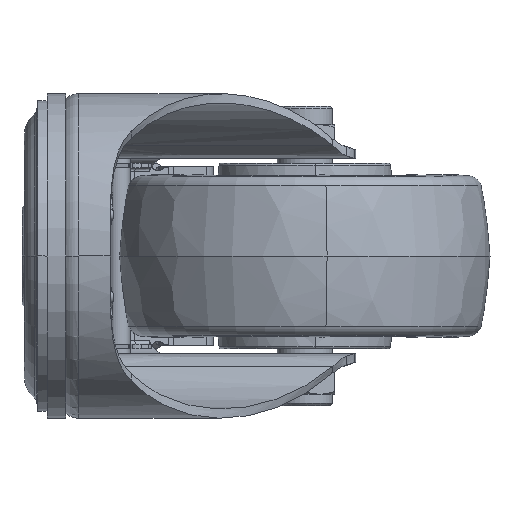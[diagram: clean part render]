
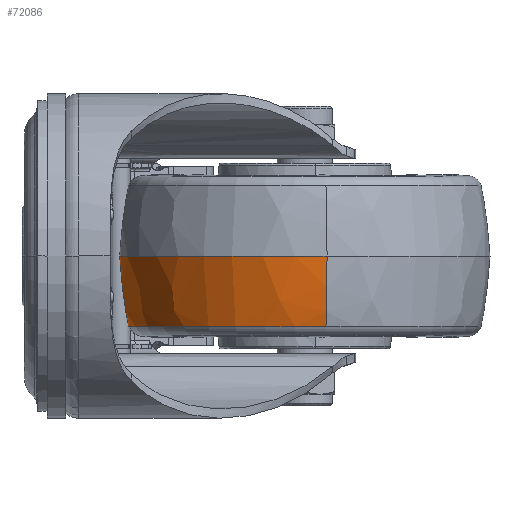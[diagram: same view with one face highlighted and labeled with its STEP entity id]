
A CAD part, left-side view. The second image highlights one B-rep face of the part: STEP entity #72086.
In plain terms, the highlighted free-form (B-spline) face has degree [3, 3] with [4, 4] control points.
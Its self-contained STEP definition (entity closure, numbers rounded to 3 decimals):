
#2143 = CARTESIAN_POINT ( 'NONE',  ( 77.567, -56.227, -6.975 ) ) ;
#8562 = CARTESIAN_POINT ( 'NONE',  ( 67.437, 21.279, -12.426 ) ) ;
#8914 = DIRECTION ( 'NONE',  ( -0.12, 0.993, 0. ) ) ;
#10230 = CARTESIAN_POINT ( 'NONE',  ( -1.567, -65.773, -6.975 ) ) ;
#10589 = CARTESIAN_POINT ( 'NONE',  ( -1.712, -65.791, 0. ) ) ;
#16222 = CARTESIAN_POINT ( 'NONE',  ( -8.9, 10.008, -15.292 ) ) ;
#16612 = CARTESIAN_POINT ( 'NONE',  ( 76.799, -56.319, -12.426 ) ) ;
#17772 = DIRECTION ( 'NONE',  ( 0., 0., -1. ) ) ;
#20469 = EDGE_CURVE ( 'NONE', #24234, #43461, #49782, .T. ) ;
#21747 = CIRCLE ( 'NONE', #38099, 38.057 ) ;
#21754 = CARTESIAN_POINT ( 'NONE',  ( 66.667, 19.125, -15.292 ) ) ;
#21984 = DIRECTION ( 'NONE',  ( -0.12, 0.993, 0. ) ) ;
#23359 = CARTESIAN_POINT ( 'NONE',  ( -1.567, -65.773, -6.975 ) ) ;
#24234 = VERTEX_POINT ( 'NONE', #36624 ) ;
#25350 = CARTESIAN_POINT ( 'NONE',  ( 33.442, -23.217, -15.292 ) ) ;
#25467 = CARTESIAN_POINT ( 'NONE',  ( 77.567, -56.227, -6.975 ) ) ;
#26498 = EDGE_CURVE ( 'NONE', #82241, #46972, #42973, .T. ) ;
#27642 = CARTESIAN_POINT ( 'NONE',  ( 75.783, -56.442, -15.292 ) ) ;
#28158 = CARTESIAN_POINT ( 'NONE',  ( -1.712, -65.791, 0. ) ) ;
#28403 = CARTESIAN_POINT ( 'NONE',  ( 38., -61., -15.292 ) ) ;
#29426 = CARTESIAN_POINT ( 'NONE',  ( -0.799, -65.681, -12.426 ) ) ;
#31963 =( BOUNDED_CURVE ( )  B_SPLINE_CURVE ( 3, ( #37412, #83922, #25467, #51563 ),
 .UNSPECIFIED., .F., .T. ) 
 B_SPLINE_CURVE_WITH_KNOTS ( ( 4, 4 ),
 ( 0., 1. ),
 .UNSPECIFIED. ) 
 CURVE ( )  GEOMETRIC_REPRESENTATION_ITEM ( )  RATIONAL_B_SPLINE_CURVE ( ( 0.984, 0.808, 0.719, 0.72 ) ) 
 REPRESENTATION_ITEM ( '' )  );
#32041 = EDGE_LOOP ( 'NONE', ( #47352, #62728, #74333, #59234, #84069 ) ) ;
#36127 = AXIS2_PLACEMENT_3D ( 'NONE', #28403, #48951, #21984 ) ;
#36252 = FACE_OUTER_BOUND ( 'NONE', #32041, .T. ) ;
#36624 = CARTESIAN_POINT ( 'NONE',  ( 0.217, -65.558, -15.292 ) ) ;
#37412 = CARTESIAN_POINT ( 'NONE',  ( 75.783, -56.442, -15.292 ) ) ;
#38099 = AXIS2_PLACEMENT_3D ( 'NONE', #50728, #17772, #63895 ) ;
#42973 = CIRCLE ( 'NONE', #36127, 38.057 ) ;
#43461 = VERTEX_POINT ( 'NONE', #57151 ) ;
#46972 = VERTEX_POINT ( 'NONE', #27642 ) ;
#47352 = ORIENTED_EDGE ( 'NONE', *, *, #58262, .F. ) ;
#47860 = CARTESIAN_POINT ( 'NONE',  ( -11.294, 13.633, 0. ) ) ;
#48487 = EDGE_CURVE ( 'NONE', #43461, #52822, #49651, .T. ) ;
#48951 = DIRECTION ( 'NONE',  ( 0., 0., -1. ) ) ;
#49651 = CIRCLE ( 'NONE', #60512, 40. ) ;
#49782 =( BOUNDED_CURVE ( )  B_SPLINE_CURVE ( 3, ( #51889, #75373, #23359, #10589 ),
 .UNSPECIFIED., .F., .F. ) 
 B_SPLINE_CURVE_WITH_KNOTS ( ( 4, 4 ),
 ( 0., 1. ),
 .UNSPECIFIED. ) 
 CURVE ( )  GEOMETRIC_REPRESENTATION_ITEM ( )  RATIONAL_B_SPLINE_CURVE ( ( 0.984, 0.808, 0.719, 0.72 ) ) 
 REPRESENTATION_ITEM ( '' )  );
#50728 = CARTESIAN_POINT ( 'NONE',  ( 38., -61., -15.292 ) ) ;
#51563 = CARTESIAN_POINT ( 'NONE',  ( 77.712, -56.209, 0. ) ) ;
#51889 = CARTESIAN_POINT ( 'NONE',  ( 0.217, -65.558, -15.292 ) ) ;
#52234 =( BOUNDED_SURFACE ( )  B_SPLINE_SURFACE ( 3, 3, ( 
 ( #54667, #16222, #21754, #61880 ),
 ( #29426, #75028, #8562, #16612 ),
 ( #10230, #62317, #60632, #2143 ),
 ( #28158, #47860, #73766, #76291 ) ),
 .UNSPECIFIED., .F., .F., .T. ) 
 B_SPLINE_SURFACE_WITH_KNOTS ( ( 4, 4 ),
 ( 4, 4 ),
 ( 0., 1. ),
 ( 0., 1. ),
 .UNSPECIFIED. ) 
 GEOMETRIC_REPRESENTATION_ITEM ( )  RATIONAL_B_SPLINE_SURFACE ( (
 ( 0.984, 0.328, 0.328, 0.984),
 ( 0.808, 0.269, 0.269, 0.808),
 ( 0.719, 0.24, 0.24, 0.719),
 ( 0.72, 0.24, 0.24, 0.72) ) ) 
 REPRESENTATION_ITEM ( '' )  SURFACE ( )  );
#52822 = VERTEX_POINT ( 'NONE', #81322 ) ;
#54667 = CARTESIAN_POINT ( 'NONE',  ( 0.217, -65.558, -15.292 ) ) ;
#57151 = CARTESIAN_POINT ( 'NONE',  ( -1.712, -65.791, 0. ) ) ;
#58262 = EDGE_CURVE ( 'NONE', #24234, #82241, #21747, .T. ) ;
#59234 = ORIENTED_EDGE ( 'NONE', *, *, #70970, .F. ) ;
#60512 = AXIS2_PLACEMENT_3D ( 'NONE', #73697, #67329, #8914 ) ;
#60632 = CARTESIAN_POINT ( 'NONE',  ( 68.02, 22.907, -6.975 ) ) ;
#61880 = CARTESIAN_POINT ( 'NONE',  ( 75.783, -56.442, -15.292 ) ) ;
#62317 = CARTESIAN_POINT ( 'NONE',  ( -11.114, 13.36, -6.975 ) ) ;
#62728 = ORIENTED_EDGE ( 'NONE', *, *, #20469, .T. ) ;
#63895 = DIRECTION ( 'NONE',  ( -0.12, 0.993, 0. ) ) ;
#67329 = DIRECTION ( 'NONE',  ( 0., 0., -1. ) ) ;
#70970 = EDGE_CURVE ( 'NONE', #46972, #52822, #31963, .T. ) ;
#72086 = ADVANCED_FACE ( 'NONE', ( #36252 ), #52234, .T. ) ;
#73697 = CARTESIAN_POINT ( 'NONE',  ( 38., -61., 0. ) ) ;
#73766 = CARTESIAN_POINT ( 'NONE',  ( 68.13, 23.215, 0. ) ) ;
#74333 = ORIENTED_EDGE ( 'NONE', *, *, #48487, .T. ) ;
#75028 = CARTESIAN_POINT ( 'NONE',  ( -10.16, 11.917, -12.426 ) ) ;
#75373 = CARTESIAN_POINT ( 'NONE',  ( -0.799, -65.681, -12.426 ) ) ;
#76291 = CARTESIAN_POINT ( 'NONE',  ( 77.712, -56.209, 0. ) ) ;
#81322 = CARTESIAN_POINT ( 'NONE',  ( 77.712, -56.209, 0. ) ) ;
#82241 = VERTEX_POINT ( 'NONE', #25350 ) ;
#83922 = CARTESIAN_POINT ( 'NONE',  ( 76.799, -56.319, -12.426 ) ) ;
#84069 = ORIENTED_EDGE ( 'NONE', *, *, #26498, .F. ) ;
